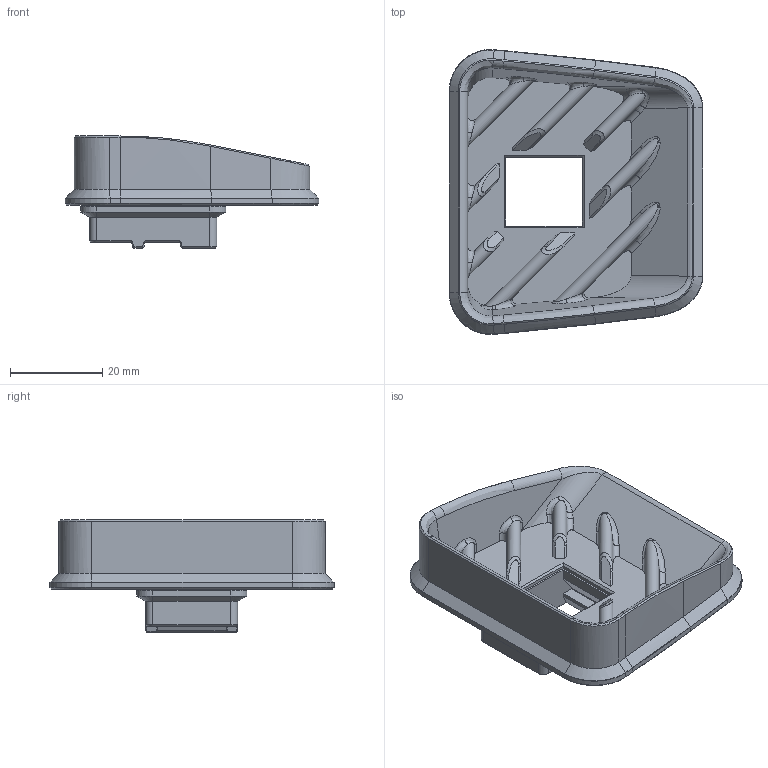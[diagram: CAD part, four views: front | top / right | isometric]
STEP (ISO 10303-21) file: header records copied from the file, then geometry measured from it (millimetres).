
FILE_DESCRIPTION(/* description */ (''),/* implementation_level */ '2;1');
FILE_NAME(/* name */ 'Corner insert (keystone) v6.step',/* time_stamp */ '2025-01-06T20:11:47+03:00',/* author */ (''),/* organization */ (''),/* preprocessor_version */ 'ST-DEVELOPER v20',/* originating_system */ 'Autodesk Translation Framework v13.14.0.145',/* authorisation */ '');
FILE_SCHEMA (('AUTOMOTIVE_DESIGN { 1 0 10303 214 3 1 1 }'));
Length unit declared in the file: millimetre
Products named in the file (1): Corner insert (keystone)
Bounding box: 55.01 x 61.72 x 24.28 mm (x, y, z)
Volume: 14898.1 mm3; surface area: 12276.1 mm2
Topology: 2 solids, 2 shells, 335 faces, 825 edges, 483 vertices
Faces by surface type: plane 160, bspline 83, cylinder 56, cone 36
Entity records: 11591 total; most frequent: CARTESIAN_POINT 4132, ORIENTED_EDGE 1626, DIRECTION 1395, EDGE_CURVE 813, LINE 529, VECTOR 529, VERTEX_POINT 483, AXIS2_PLACEMENT_3D 433
